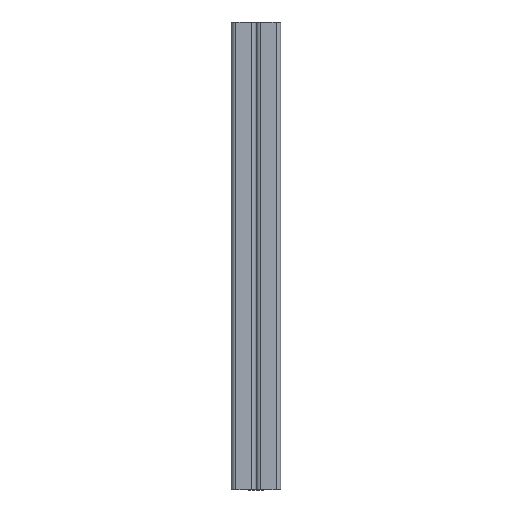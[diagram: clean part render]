
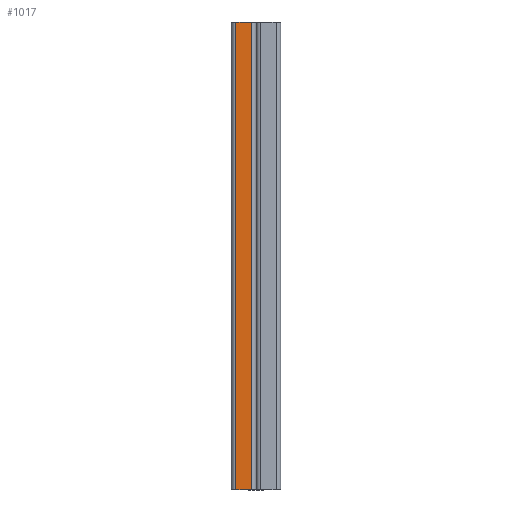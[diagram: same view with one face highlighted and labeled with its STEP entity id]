
A CAD part, left-side view. The second image highlights one B-rep face of the part: STEP entity #1017.
In plain terms, the highlighted planar face has unit normal (-1, 0, 0).
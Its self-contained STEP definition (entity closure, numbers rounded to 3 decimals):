
#525 = LINE ( 'NONE', #9888, #791 ) ;
#791 = VECTOR ( 'NONE', #980, 1000. ) ;
#933 = LINE ( 'NONE', #19655, #15195 ) ;
#980 = DIRECTION ( 'NONE',  ( 0., 0., 1. ) ) ;
#1013 = ORIENTED_EDGE ( 'NONE', *, *, #12643, .F. ) ;
#1017 = ADVANCED_FACE ( 'NONE', ( #19723 ), #12172, .F. ) ;
#1603 = DIRECTION ( 'NONE',  ( 0., 1., 0. ) ) ;
#1675 = CARTESIAN_POINT ( 'NONE',  ( -20.5, 0., -400. ) ) ;
#2098 = CARTESIAN_POINT ( 'NONE',  ( -20.5, 3.75, -400. ) ) ;
#2776 = VECTOR ( 'NONE', #1603, 1000. ) ;
#4790 = DIRECTION ( 'NONE',  ( 1., 0., 0. ) ) ;
#4943 = AXIS2_PLACEMENT_3D ( 'NONE', #10441, #4790, #8419 ) ;
#6306 = EDGE_CURVE ( 'NONE', #18274, #16068, #525, .T. ) ;
#6980 = VERTEX_POINT ( 'NONE', #10705 ) ;
#7377 = CARTESIAN_POINT ( 'NONE',  ( -20.5, 17.25, -400. ) ) ;
#8358 = VERTEX_POINT ( 'NONE', #7377 ) ;
#8419 = DIRECTION ( 'NONE',  ( 0., 0., -1. ) ) ;
#8973 = CARTESIAN_POINT ( 'NONE',  ( -20.5, 3.75, 0. ) ) ;
#8991 = DIRECTION ( 'NONE',  ( 0., 0., 1. ) ) ;
#9330 = ORIENTED_EDGE ( 'NONE', *, *, #14872, .F. ) ;
#9888 = CARTESIAN_POINT ( 'NONE',  ( -20.5, 3.75, -200. ) ) ;
#10441 = CARTESIAN_POINT ( 'NONE',  ( -20.5, 0., -200. ) ) ;
#10705 = CARTESIAN_POINT ( 'NONE',  ( -20.5, 17.25, 0. ) ) ;
#12172 = PLANE ( 'NONE',  #4943 ) ;
#12333 = ORIENTED_EDGE ( 'NONE', *, *, #19495, .T. ) ;
#12643 = EDGE_CURVE ( 'NONE', #8358, #6980, #933, .T. ) ;
#13823 = LINE ( 'NONE', #23126, #19939 ) ;
#13928 = ORIENTED_EDGE ( 'NONE', *, *, #6306, .T. ) ;
#14406 = DIRECTION ( 'NONE',  ( 0., 1., 0. ) ) ;
#14462 = EDGE_LOOP ( 'NONE', ( #12333, #1013, #9330, #13928 ) ) ;
#14872 = EDGE_CURVE ( 'NONE', #18274, #8358, #15921, .T. ) ;
#15195 = VECTOR ( 'NONE', #8991, 1000. ) ;
#15921 = LINE ( 'NONE', #1675, #2776 ) ;
#16068 = VERTEX_POINT ( 'NONE', #8973 ) ;
#18274 = VERTEX_POINT ( 'NONE', #2098 ) ;
#19495 = EDGE_CURVE ( 'NONE', #16068, #6980, #13823, .T. ) ;
#19655 = CARTESIAN_POINT ( 'NONE',  ( -20.5, 17.25, -200. ) ) ;
#19723 = FACE_OUTER_BOUND ( 'NONE', #14462, .T. ) ;
#19939 = VECTOR ( 'NONE', #14406, 1000. ) ;
#23126 = CARTESIAN_POINT ( 'NONE',  ( -20.5, 0., 0. ) ) ;
